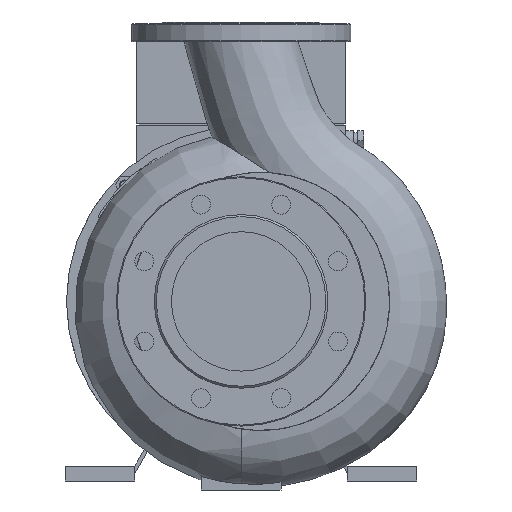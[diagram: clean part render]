
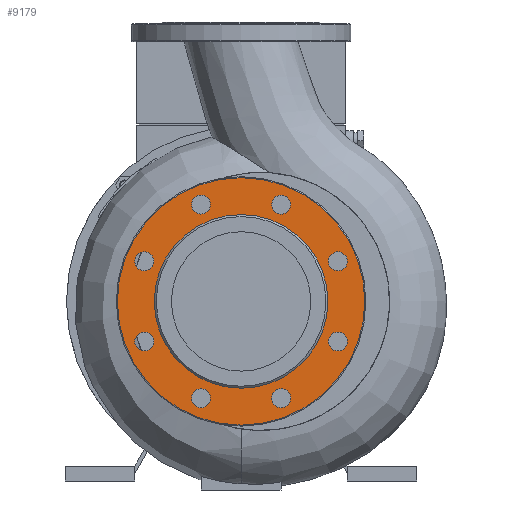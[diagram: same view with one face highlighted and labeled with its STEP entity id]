
A CAD part, left-side view. The second image highlights one B-rep face of the part: STEP entity #9179.
In plain terms, the highlighted planar face has unit normal (-1, 0, 0).
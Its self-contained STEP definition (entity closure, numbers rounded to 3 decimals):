
#327=FACE_BOUND('',#1965,.T.);
#328=FACE_BOUND('',#1966,.T.);
#329=FACE_BOUND('',#1967,.T.);
#330=FACE_BOUND('',#1968,.T.);
#331=FACE_BOUND('',#1969,.T.);
#332=FACE_BOUND('',#1970,.T.);
#333=FACE_BOUND('',#1971,.T.);
#334=FACE_BOUND('',#1972,.T.);
#335=FACE_BOUND('',#1973,.T.);
#513=CIRCLE('',#9856,9.5);
#515=CIRCLE('',#9859,9.5);
#517=CIRCLE('',#9862,9.5);
#519=CIRCLE('',#9865,9.5);
#521=CIRCLE('',#9868,9.5);
#523=CIRCLE('',#9871,9.5);
#525=CIRCLE('',#9874,9.5);
#527=CIRCLE('',#9877,9.5);
#528=CIRCLE('',#9879,87.);
#530=CIRCLE('',#9882,124.);
#932=PLANE('',#9881);
#1331=FACE_OUTER_BOUND('',#1964,.T.);
#1964=EDGE_LOOP('',(#7234));
#1965=EDGE_LOOP('',(#7235));
#1966=EDGE_LOOP('',(#7236));
#1967=EDGE_LOOP('',(#7237));
#1968=EDGE_LOOP('',(#7238));
#1969=EDGE_LOOP('',(#7239));
#1970=EDGE_LOOP('',(#7240));
#1971=EDGE_LOOP('',(#7241));
#1972=EDGE_LOOP('',(#7242));
#1973=EDGE_LOOP('',(#7243));
#4365=VERTEX_POINT('',#15258);
#4367=VERTEX_POINT('',#15263);
#4369=VERTEX_POINT('',#15268);
#4371=VERTEX_POINT('',#15273);
#4373=VERTEX_POINT('',#15278);
#4375=VERTEX_POINT('',#15283);
#4377=VERTEX_POINT('',#15288);
#4379=VERTEX_POINT('',#15293);
#4380=VERTEX_POINT('',#15296);
#4382=VERTEX_POINT('',#15301);
#5413=EDGE_CURVE('',#4365,#4365,#513,.T.);
#5415=EDGE_CURVE('',#4367,#4367,#515,.T.);
#5417=EDGE_CURVE('',#4369,#4369,#517,.T.);
#5419=EDGE_CURVE('',#4371,#4371,#519,.T.);
#5421=EDGE_CURVE('',#4373,#4373,#521,.T.);
#5423=EDGE_CURVE('',#4375,#4375,#523,.T.);
#5425=EDGE_CURVE('',#4377,#4377,#525,.T.);
#5427=EDGE_CURVE('',#4379,#4379,#527,.T.);
#5428=EDGE_CURVE('',#4380,#4380,#528,.T.);
#5430=EDGE_CURVE('',#4382,#4382,#530,.T.);
#7234=ORIENTED_EDGE('',*,*,#5430,.T.);
#7235=ORIENTED_EDGE('',*,*,#5413,.F.);
#7236=ORIENTED_EDGE('',*,*,#5415,.F.);
#7237=ORIENTED_EDGE('',*,*,#5417,.F.);
#7238=ORIENTED_EDGE('',*,*,#5419,.F.);
#7239=ORIENTED_EDGE('',*,*,#5421,.F.);
#7240=ORIENTED_EDGE('',*,*,#5423,.F.);
#7241=ORIENTED_EDGE('',*,*,#5425,.F.);
#7242=ORIENTED_EDGE('',*,*,#5427,.F.);
#7243=ORIENTED_EDGE('',*,*,#5428,.F.);
#9179=ADVANCED_FACE('',(#1331,#327,#328,#329,#330,#331,#332,#333,#334,#335),
#932,.F.);
#9856=AXIS2_PLACEMENT_3D('',#15259,#11469,#11470);
#9859=AXIS2_PLACEMENT_3D('',#15264,#11475,#11476);
#9862=AXIS2_PLACEMENT_3D('',#15269,#11481,#11482);
#9865=AXIS2_PLACEMENT_3D('',#15274,#11487,#11488);
#9868=AXIS2_PLACEMENT_3D('',#15279,#11493,#11494);
#9871=AXIS2_PLACEMENT_3D('',#15284,#11499,#11500);
#9874=AXIS2_PLACEMENT_3D('',#15289,#11505,#11506);
#9877=AXIS2_PLACEMENT_3D('',#15294,#11511,#11512);
#9879=AXIS2_PLACEMENT_3D('',#15297,#11515,#11516);
#9881=AXIS2_PLACEMENT_3D('',#15300,#11519,#11520);
#9882=AXIS2_PLACEMENT_3D('',#15302,#11521,#11522);
#11469=DIRECTION('center_axis',(-1.,0.,0.));
#11470=DIRECTION('ref_axis',(0.,0.707,-0.707));
#11475=DIRECTION('center_axis',(-1.,0.,0.));
#11476=DIRECTION('ref_axis',(0.,1.,0.));
#11481=DIRECTION('center_axis',(-1.,0.,0.));
#11482=DIRECTION('ref_axis',(0.,0.707,0.707));
#11487=DIRECTION('center_axis',(-1.,0.,0.));
#11488=DIRECTION('ref_axis',(0.,0.,
1.));
#11493=DIRECTION('center_axis',(-1.,0.,0.));
#11494=DIRECTION('ref_axis',(0.,-0.707,0.707));
#11499=DIRECTION('center_axis',(-1.,0.,0.));
#11500=DIRECTION('ref_axis',(0.,-1.,0.));
#11505=DIRECTION('center_axis',(-1.,0.,0.));
#11506=DIRECTION('ref_axis',(0.,-0.707,-0.707));
#11511=DIRECTION('center_axis',(-1.,0.,0.));
#11512=DIRECTION('ref_axis',(0.,0.,-1.));
#11515=DIRECTION('center_axis',(-1.,0.,0.));
#11516=DIRECTION('ref_axis',(0.,-1.,0.));
#11519=DIRECTION('center_axis',(1.,0.,0.));
#11520=DIRECTION('ref_axis',(0.,0.,1.));
#11521=DIRECTION('center_axis',(-1.,0.,0.));
#11522=DIRECTION('ref_axis',(0.,-1.,0.));
#15258=CARTESIAN_POINT('',(-123.,-103.725,146.536));
#15259=CARTESIAN_POINT('Origin',(-123.,-97.007,139.818));
#15263=CARTESIAN_POINT('',(-123.,-49.682,82.993));
#15264=CARTESIAN_POINT('Origin',(-123.,-40.182,82.993));
#15268=CARTESIAN_POINT('',(-123.,33.464,76.275));
#15269=CARTESIAN_POINT('Origin',(-123.,40.182,82.993));
#15273=CARTESIAN_POINT('',(-123.,97.007,130.318));
#15274=CARTESIAN_POINT('Origin',(-123.,97.007,139.818));
#15278=CARTESIAN_POINT('',(-123.,103.725,213.464));
#15279=CARTESIAN_POINT('Origin',(-123.,97.007,220.182));
#15283=CARTESIAN_POINT('',(-123.,49.682,277.007));
#15284=CARTESIAN_POINT('Origin',(-123.,40.182,277.007));
#15288=CARTESIAN_POINT('',(-123.,-33.464,283.725));
#15289=CARTESIAN_POINT('Origin',(-123.,-40.182,277.007));
#15293=CARTESIAN_POINT('',(-123.,-97.007,229.682));
#15294=CARTESIAN_POINT('Origin',(-123.,-97.007,220.182));
#15296=CARTESIAN_POINT('',(-123.,-87.,180.));
#15297=CARTESIAN_POINT('Origin',(-123.,0.,180.));
#15300=CARTESIAN_POINT('Origin',(-123.,-105.5,180.));
#15301=CARTESIAN_POINT('',(-123.,-124.,180.));
#15302=CARTESIAN_POINT('Origin',(-123.,0.,180.));
